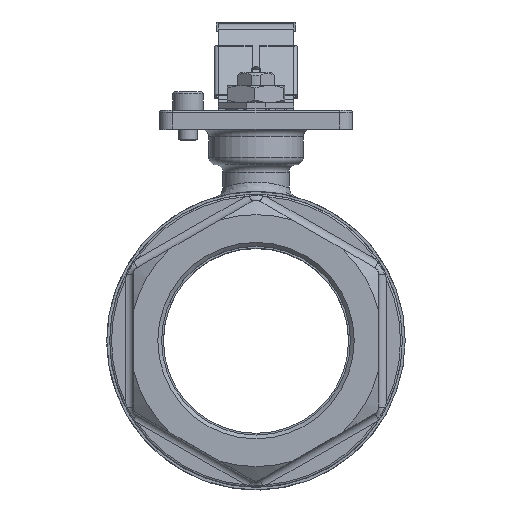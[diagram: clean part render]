
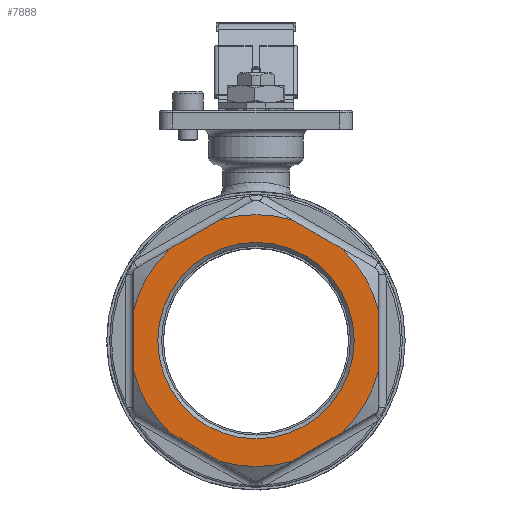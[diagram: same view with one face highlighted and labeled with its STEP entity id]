
A CAD part, top view. The second image highlights one B-rep face of the part: STEP entity #7888.
In plain terms, the highlighted planar face has unit normal (0, 0, 1).
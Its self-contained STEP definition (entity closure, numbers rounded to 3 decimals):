
#187=FACE_BOUND('',#1111,.T.);
#274=PLANE('',#8556);
#627=FACE_OUTER_BOUND('',#1110,.T.);
#1110=EDGE_LOOP('',(#5485,#5486,#5487,#5488,#5489,#5490,#5491,#5492,#5493,
#5494,#5495,#5496));
#1111=EDGE_LOOP('',(#5497));
#1643=LINE('',#13028,#2204);
#1644=LINE('',#13032,#2205);
#1645=LINE('',#13036,#2206);
#1646=LINE('',#13040,#2207);
#1647=LINE('',#13044,#2208);
#1648=LINE('',#13047,#2209);
#2204=VECTOR('',#9520,10.);
#2205=VECTOR('',#9523,10.);
#2206=VECTOR('',#9526,10.);
#2207=VECTOR('',#9529,10.);
#2208=VECTOR('',#9532,10.);
#2209=VECTOR('',#9535,10.);
#2714=CIRCLE('',#8552,52.);
#2717=CIRCLE('',#8557,66.691);
#2718=CIRCLE('',#8558,66.691);
#2719=CIRCLE('',#8559,66.691);
#2720=CIRCLE('',#8560,66.691);
#2721=CIRCLE('',#8561,66.691);
#2722=CIRCLE('',#8562,66.691);
#3345=VERTEX_POINT('',#13014);
#3348=VERTEX_POINT('',#13024);
#3349=VERTEX_POINT('',#13025);
#3350=VERTEX_POINT('',#13027);
#3351=VERTEX_POINT('',#13029);
#3352=VERTEX_POINT('',#13031);
#3353=VERTEX_POINT('',#13033);
#3354=VERTEX_POINT('',#13035);
#3355=VERTEX_POINT('',#13037);
#3356=VERTEX_POINT('',#13039);
#3357=VERTEX_POINT('',#13041);
#3358=VERTEX_POINT('',#13043);
#3359=VERTEX_POINT('',#13045);
#4125=EDGE_CURVE('',#3345,#3345,#2714,.T.);
#4130=EDGE_CURVE('',#3348,#3349,#2717,.T.);
#4131=EDGE_CURVE('',#3349,#3350,#1643,.T.);
#4132=EDGE_CURVE('',#3350,#3351,#2718,.T.);
#4133=EDGE_CURVE('',#3351,#3352,#1644,.T.);
#4134=EDGE_CURVE('',#3352,#3353,#2719,.T.);
#4135=EDGE_CURVE('',#3353,#3354,#1645,.T.);
#4136=EDGE_CURVE('',#3354,#3355,#2720,.T.);
#4137=EDGE_CURVE('',#3355,#3356,#1646,.T.);
#4138=EDGE_CURVE('',#3356,#3357,#2721,.T.);
#4139=EDGE_CURVE('',#3357,#3358,#1647,.T.);
#4140=EDGE_CURVE('',#3358,#3359,#2722,.T.);
#4141=EDGE_CURVE('',#3359,#3348,#1648,.T.);
#5485=ORIENTED_EDGE('',*,*,#4130,.T.);
#5486=ORIENTED_EDGE('',*,*,#4131,.T.);
#5487=ORIENTED_EDGE('',*,*,#4132,.T.);
#5488=ORIENTED_EDGE('',*,*,#4133,.T.);
#5489=ORIENTED_EDGE('',*,*,#4134,.T.);
#5490=ORIENTED_EDGE('',*,*,#4135,.T.);
#5491=ORIENTED_EDGE('',*,*,#4136,.T.);
#5492=ORIENTED_EDGE('',*,*,#4137,.T.);
#5493=ORIENTED_EDGE('',*,*,#4138,.T.);
#5494=ORIENTED_EDGE('',*,*,#4139,.T.);
#5495=ORIENTED_EDGE('',*,*,#4140,.T.);
#5496=ORIENTED_EDGE('',*,*,#4141,.T.);
#5497=ORIENTED_EDGE('',*,*,#4125,.F.);
#7888=ADVANCED_FACE('',(#627,#187),#274,.T.);
#8552=AXIS2_PLACEMENT_3D('',#13015,#9506,#9507);
#8556=AXIS2_PLACEMENT_3D('',#13023,#9516,#9517);
#8557=AXIS2_PLACEMENT_3D('',#13026,#9518,#9519);
#8558=AXIS2_PLACEMENT_3D('',#13030,#9521,#9522);
#8559=AXIS2_PLACEMENT_3D('',#13034,#9524,#9525);
#8560=AXIS2_PLACEMENT_3D('',#13038,#9527,#9528);
#8561=AXIS2_PLACEMENT_3D('',#13042,#9530,#9531);
#8562=AXIS2_PLACEMENT_3D('',#13046,#9533,#9534);
#9506=DIRECTION('center_axis',(0.,0.,1.));
#9507=DIRECTION('ref_axis',(-1.,0.,0.));
#9516=DIRECTION('center_axis',(0.,0.,1.));
#9517=DIRECTION('ref_axis',(1.,0.,0.));
#9518=DIRECTION('center_axis',(0.,0.,1.));
#9519=DIRECTION('ref_axis',(0.,1.,0.));
#9520=DIRECTION('',(0.,-1.,0.));
#9521=DIRECTION('center_axis',(0.,0.,1.));
#9522=DIRECTION('ref_axis',(0.,1.,0.));
#9523=DIRECTION('',(0.866,-0.5,0.));
#9524=DIRECTION('center_axis',(0.,0.,1.));
#9525=DIRECTION('ref_axis',(0.,1.,0.));
#9526=DIRECTION('',(0.866,0.5,0.));
#9527=DIRECTION('center_axis',(0.,0.,1.));
#9528=DIRECTION('ref_axis',(0.,1.,0.));
#9529=DIRECTION('',(0.,1.,0.));
#9530=DIRECTION('center_axis',(0.,0.,1.));
#9531=DIRECTION('ref_axis',(0.,1.,0.));
#9532=DIRECTION('',(-0.866,0.5,0.));
#9533=DIRECTION('center_axis',(0.,0.,1.));
#9534=DIRECTION('ref_axis',(0.,1.,0.));
#9535=DIRECTION('',(-0.866,-0.5,0.));
#13014=CARTESIAN_POINT('',(52.,0.,40.));
#13015=CARTESIAN_POINT('Origin',(0.,0.,40.));
#13023=CARTESIAN_POINT('Origin',(0.,0.,
40.));
#13024=CARTESIAN_POINT('',(-45.58,48.684,40.));
#13025=CARTESIAN_POINT('',(-64.952,15.131,40.));
#13026=CARTESIAN_POINT('Origin',(0.,0.,40.));
#13027=CARTESIAN_POINT('',(-64.952,-15.131,40.));
#13028=CARTESIAN_POINT('',(-64.952,37.5,40.));
#13029=CARTESIAN_POINT('',(-45.58,-48.684,40.));
#13030=CARTESIAN_POINT('Origin',(0.,0.,40.));
#13031=CARTESIAN_POINT('',(-19.372,-63.816,40.));
#13032=CARTESIAN_POINT('',(-64.952,-37.5,40.));
#13033=CARTESIAN_POINT('',(19.372,-63.816,40.));
#13034=CARTESIAN_POINT('Origin',(0.,0.,40.));
#13035=CARTESIAN_POINT('',(45.58,-48.684,40.));
#13036=CARTESIAN_POINT('',(0.,-75.,40.));
#13037=CARTESIAN_POINT('',(64.952,-15.131,40.));
#13038=CARTESIAN_POINT('Origin',(0.,0.,40.));
#13039=CARTESIAN_POINT('',(64.952,15.131,40.));
#13040=CARTESIAN_POINT('',(64.952,-37.5,40.));
#13041=CARTESIAN_POINT('',(45.58,48.684,40.));
#13042=CARTESIAN_POINT('Origin',(0.,0.,40.));
#13043=CARTESIAN_POINT('',(19.372,63.816,40.));
#13044=CARTESIAN_POINT('',(64.952,37.5,40.));
#13045=CARTESIAN_POINT('',(-19.372,63.816,40.));
#13046=CARTESIAN_POINT('Origin',(0.,0.,40.));
#13047=CARTESIAN_POINT('',(0.,75.,40.));
